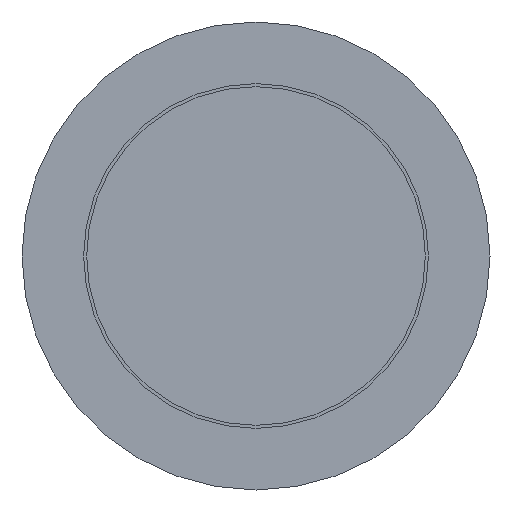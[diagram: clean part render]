
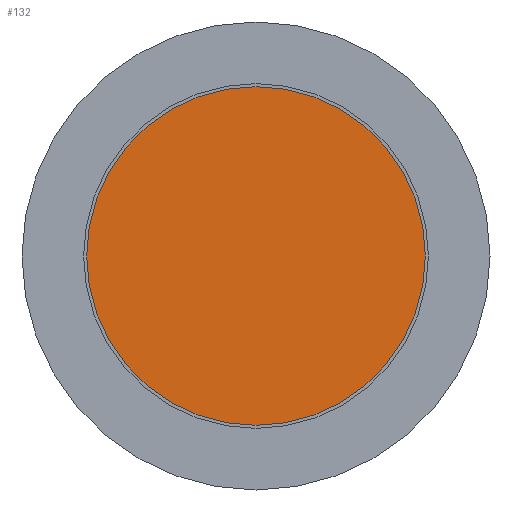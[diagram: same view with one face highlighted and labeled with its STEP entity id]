
A CAD part, front view. The second image highlights one B-rep face of the part: STEP entity #132.
In plain terms, the highlighted planar face has unit normal (0, -1, 0).
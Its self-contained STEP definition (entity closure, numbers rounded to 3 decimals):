
#6 = DIRECTION ( 'NONE',  ( 0., 0., 1. ) ) ;
#15 = ORIENTED_EDGE ( 'NONE', *, *, #424, .T. ) ;
#56 = EDGE_LOOP ( 'NONE', ( #15 ) ) ;
#132 = ADVANCED_FACE ( 'NONE', ( #221 ), #169, .F. ) ;
#135 = DIRECTION ( 'NONE',  ( 0., 1., 0. ) ) ;
#137 = CIRCLE ( 'NONE', #498, 13.75 ) ;
#145 = CARTESIAN_POINT ( 'NONE',  ( 0., 0., -13.75 ) ) ;
#169 = PLANE ( 'NONE',  #546 ) ;
#221 = FACE_OUTER_BOUND ( 'NONE', #56, .T. ) ;
#244 = DIRECTION ( 'NONE',  ( 0., 0., -1. ) ) ;
#328 = DIRECTION ( 'NONE',  ( 0., -1., 0. ) ) ;
#331 = CARTESIAN_POINT ( 'NONE',  ( -13.75, 0., 0. ) ) ;
#332 = CARTESIAN_POINT ( 'NONE',  ( 0., 0., 0. ) ) ;
#424 = EDGE_CURVE ( 'NONE', #439, #439, #137, .T. ) ;
#439 = VERTEX_POINT ( 'NONE', #145 ) ;
#498 = AXIS2_PLACEMENT_3D ( 'NONE', #332, #328, #244 ) ;
#546 = AXIS2_PLACEMENT_3D ( 'NONE', #331, #135, #6 ) ;
